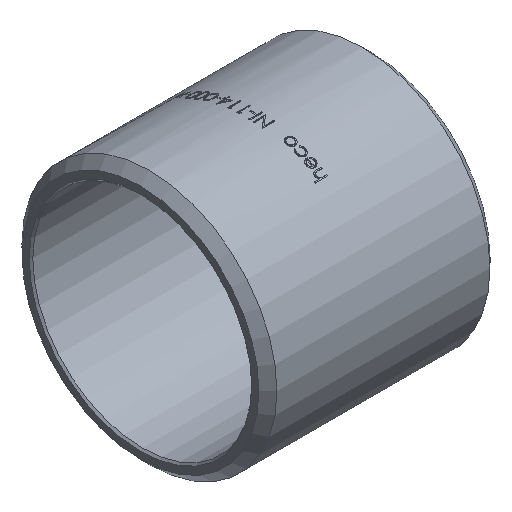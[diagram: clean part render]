
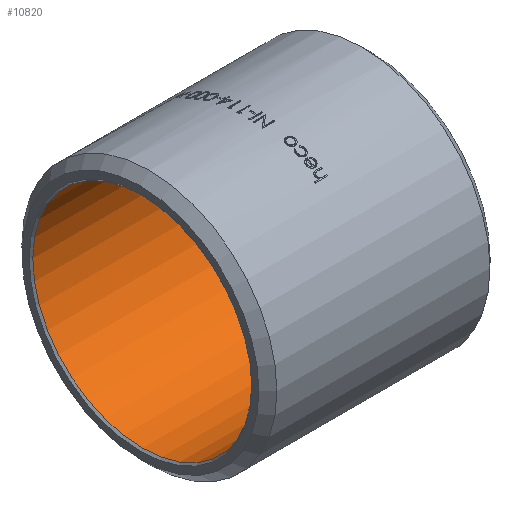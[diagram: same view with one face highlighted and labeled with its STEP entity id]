
A CAD part, isometric view. The second image highlights one B-rep face of the part: STEP entity #10820.
In plain terms, the highlighted cylindrical face has radius 18 mm (diameter 36 mm), a full revolution.
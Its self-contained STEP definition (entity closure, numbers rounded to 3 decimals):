
#285 = CARTESIAN_POINT ( 'NONE',  ( 0.3, 0., 0. ) ) ;
#335 = CYLINDRICAL_SURFACE ( 'NONE', #10222, 18. ) ;
#1743 = DIRECTION ( 'NONE',  ( 0., 0., 1. ) ) ;
#2248 = AXIS2_PLACEMENT_3D ( 'NONE', #285, #13478, #9438 ) ;
#2803 = FACE_OUTER_BOUND ( 'NONE', #10611, .T. ) ;
#2961 = CIRCLE ( 'NONE', #2248, 18. ) ;
#3532 = DIRECTION ( 'NONE',  ( 0., 0., 1. ) ) ;
#4081 = CARTESIAN_POINT ( 'NONE',  ( 37.7, 0., 18. ) ) ;
#4304 = DIRECTION ( 'NONE',  ( 1., 0., 0. ) ) ;
#5063 = FACE_OUTER_BOUND ( 'NONE', #13981, .T. ) ;
#5131 = EDGE_CURVE ( 'NONE', #8486, #8486, #2961, .T. ) ;
#5352 = VERTEX_POINT ( 'NONE', #4081 ) ;
#6389 = ORIENTED_EDGE ( 'NONE', *, *, #12272, .T. ) ;
#8486 = VERTEX_POINT ( 'NONE', #9794 ) ;
#9022 = DIRECTION ( 'NONE',  ( -1., 0., 0. ) ) ;
#9438 = DIRECTION ( 'NONE',  ( 0., 0., -1. ) ) ;
#9794 = CARTESIAN_POINT ( 'NONE',  ( 0.3, 0., -18. ) ) ;
#10207 = CIRCLE ( 'NONE', #11511, 18. ) ;
#10222 = AXIS2_PLACEMENT_3D ( 'NONE', #15125, #9022, #3532 ) ;
#10611 = EDGE_LOOP ( 'NONE', ( #10912 ) ) ;
#10820 = ADVANCED_FACE ( 'NONE', ( #2803, #5063 ), #335, .F. ) ;
#10912 = ORIENTED_EDGE ( 'NONE', *, *, #5131, .T. ) ;
#11333 = CARTESIAN_POINT ( 'NONE',  ( 37.7, 0., 0. ) ) ;
#11511 = AXIS2_PLACEMENT_3D ( 'NONE', #11333, #4304, #1743 ) ;
#12272 = EDGE_CURVE ( 'NONE', #5352, #5352, #10207, .T. ) ;
#13478 = DIRECTION ( 'NONE',  ( -1., 0., 0. ) ) ;
#13981 = EDGE_LOOP ( 'NONE', ( #6389 ) ) ;
#15125 = CARTESIAN_POINT ( 'NONE',  ( 0., 0., 0. ) ) ;
